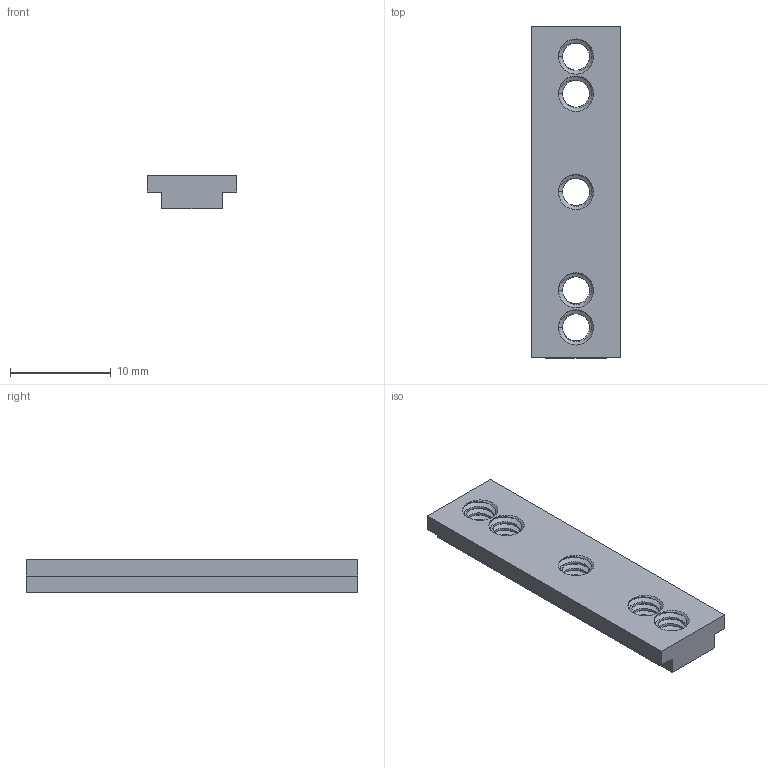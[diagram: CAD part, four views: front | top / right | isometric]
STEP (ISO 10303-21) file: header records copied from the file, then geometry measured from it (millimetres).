
FILE_DESCRIPTION (( 'STEP AP203' ), '1' );
FILE_NAME ('585757.STEP', '2017-10-13T16:25:03', ( '' ), ( '' ), 'SwSTEP 2.0', 'SolidWorks 2016', '' );
FILE_SCHEMA (( 'CONFIG_CONTROL_DESIGN' ));
Length unit declared in the file: inch
Products named in the file (1): 585757
Bounding box: 8.89 x 33.02 x 3.3 mm (x, y, z)
Volume: 687.2 mm3; surface area: 1010.8 mm2
Topology: 1 solids, 1 shells, 135 faces, 374 edges, 241 vertices
Faces by surface type: cylinder 85, cone 30, plane 10, bspline 10
Entity records: 9952 total; most frequent: CARTESIAN_POINT 6966, ORIENTED_EDGE 748, DIRECTION 481, EDGE_CURVE 374, VERTEX_POINT 241, AXIS2_PLACEMENT_3D 181, EDGE_LOOP 145, FACE_OUTER_BOUND 135
